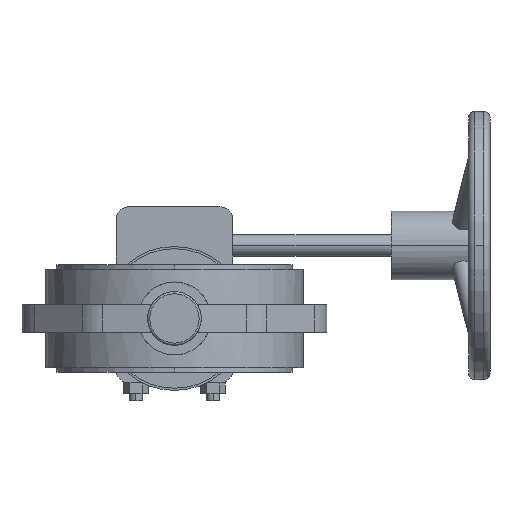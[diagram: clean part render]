
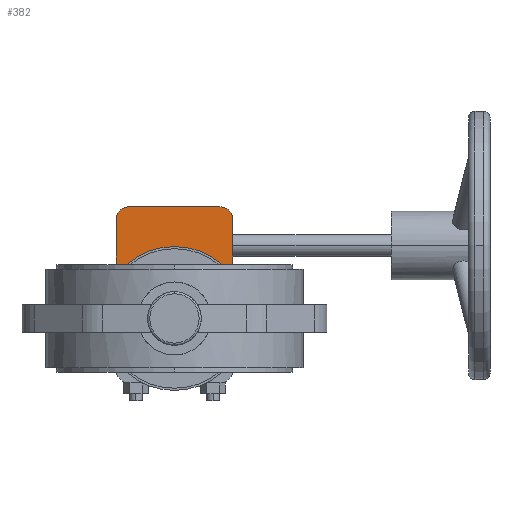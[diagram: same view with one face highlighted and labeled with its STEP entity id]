
A CAD part, front view. The second image highlights one B-rep face of the part: STEP entity #382.
In plain terms, the highlighted planar face has unit normal (0, -1, 0).
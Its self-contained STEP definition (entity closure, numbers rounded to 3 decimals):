
#382 = ADVANCED_FACE( '', ( #961 ), #962, .F. );
#961 = FACE_OUTER_BOUND( '', #1562, .T. );
#962 = PLANE( '', #1563 );
#1562 = EDGE_LOOP( '', ( #3773, #3774, #3775, #3776, #3777, #3778, #3779, #3780, #3781, #3782, #3783, #3784, #3785, #3786, #3787, #3788, #3789, #3790, #3791, #3792 ) );
#1563 = AXIS2_PLACEMENT_3D( '', #3793, #3794, #3795 );
#3773 = ORIENTED_EDGE( '', *, *, #4675, .T. );
#3774 = ORIENTED_EDGE( '', *, *, #4671, .T. );
#3775 = ORIENTED_EDGE( '', *, *, #4718, .T. );
#3776 = ORIENTED_EDGE( '', *, *, #4715, .T. );
#3777 = ORIENTED_EDGE( '', *, *, #4711, .T. );
#3778 = ORIENTED_EDGE( '', *, *, #4727, .F. );
#3779 = ORIENTED_EDGE( '', *, *, #4686, .T. );
#3780 = ORIENTED_EDGE( '', *, *, #4677, .T. );
#3781 = ORIENTED_EDGE( '', *, *, #4709, .T. );
#3782 = ORIENTED_EDGE( '', *, *, #4706, .T. );
#3783 = ORIENTED_EDGE( '', *, *, #4703, .T. );
#3784 = ORIENTED_EDGE( '', *, *, #4432, .F. );
#3785 = ORIENTED_EDGE( '', *, *, #4728, .F. );
#3786 = ORIENTED_EDGE( '', *, *, #4729, .F. );
#3787 = ORIENTED_EDGE( '', *, *, #4730, .F. );
#3788 = ORIENTED_EDGE( '', *, *, #4731, .F. );
#3789 = ORIENTED_EDGE( '', *, *, #4732, .F. );
#3790 = ORIENTED_EDGE( '', *, *, #4733, .F. );
#3791 = ORIENTED_EDGE( '', *, *, #4734, .F. );
#3792 = ORIENTED_EDGE( '', *, *, #4426, .F. );
#3793 = CARTESIAN_POINT( '', ( 0., 161., -25. ) );
#3794 = DIRECTION( '', ( 0., 1., 0. ) );
#3795 = DIRECTION( '', ( 0., 0., -1. ) );
#4426 = EDGE_CURVE( '', #5492, #5488, #5494, .T. );
#4432 = EDGE_CURVE( '', #5501, #5504, #5505, .T. );
#4671 = EDGE_CURVE( '', #5906, #5907, #5908, .T. );
#4675 = EDGE_CURVE( '', #5492, #5906, #5914, .T. );
#4677 = EDGE_CURVE( '', #5916, #5917, #5918, .T. );
#4686 = EDGE_CURVE( '', #5933, #5916, #5934, .T. );
#4703 = EDGE_CURVE( '', #5961, #5504, #5962, .T. );
#4706 = EDGE_CURVE( '', #5966, #5961, #5967, .T. );
#4709 = EDGE_CURVE( '', #5917, #5966, #5971, .T. );
#4711 = EDGE_CURVE( '', #5973, #5974, #5975, .T. );
#4715 = EDGE_CURVE( '', #5981, #5973, #5982, .T. );
#4718 = EDGE_CURVE( '', #5907, #5981, #5986, .T. );
#4727 = EDGE_CURVE( '', #5933, #5974, #5998, .T. );
#4728 = EDGE_CURVE( '', #5999, #5501, #6000, .T. );
#4729 = EDGE_CURVE( '', #6001, #5999, #6002, .T. );
#4730 = EDGE_CURVE( '', #6003, #6001, #6004, .T. );
#4731 = EDGE_CURVE( '', #6005, #6003, #6006, .T. );
#4732 = EDGE_CURVE( '', #6007, #6005, #6008, .T. );
#4733 = EDGE_CURVE( '', #6009, #6007, #6010, .T. );
#4734 = EDGE_CURVE( '', #5488, #6009, #6011, .T. );
#5488 = VERTEX_POINT( '', #7645 );
#5492 = VERTEX_POINT( '', #7650 );
#5494 = CIRCLE( '', #7661, 25.029 );
#5501 = VERTEX_POINT( '', #7688 );
#5504 = VERTEX_POINT( '', #7692 );
#5505 = CIRCLE( '', #7693, 25.029 );
#5906 = VERTEX_POINT( '', #9125 );
#5907 = VERTEX_POINT( '', #9126 );
#5908 = CIRCLE( '', #9127, 9. );
#5914 = LINE( '', #9135, #9136 );
#5916 = VERTEX_POINT( '', #9139 );
#5917 = VERTEX_POINT( '', #9140 );
#5918 = CIRCLE( '', #9141, 9. );
#5933 = VERTEX_POINT( '', #9163 );
#5934 = LINE( '', #9164, #9165 );
#5961 = VERTEX_POINT( '', #9222 );
#5962 = LINE( '', #9223, #9224 );
#5966 = VERTEX_POINT( '', #9230 );
#5967 = CIRCLE( '', #9231, 9. );
#5971 = CIRCLE( '', #9236, 2. );
#5973 = VERTEX_POINT( '', #9238 );
#5974 = VERTEX_POINT( '', #9239 );
#5975 = LINE( '', #9240, #9241 );
#5981 = VERTEX_POINT( '', #9258 );
#5982 = CIRCLE( '', #9259, 9. );
#5986 = CIRCLE( '', #9264, 2. );
#5998 = CIRCLE( '', #9317, 25.029 );
#5999 = VERTEX_POINT( '', #9318 );
#6000 = LINE( '', #9319, #9320 );
#6001 = VERTEX_POINT( '', #9321 );
#6002 = LINE( '', #9322, #9323 );
#6003 = VERTEX_POINT( '', #9324 );
#6004 = CIRCLE( '', #9325, 6. );
#6005 = VERTEX_POINT( '', #9326 );
#6006 = LINE( '', #9327, #9328 );
#6007 = VERTEX_POINT( '', #9329 );
#6008 = CIRCLE( '', #9330, 6. );
#6009 = VERTEX_POINT( '', #9331 );
#6010 = LINE( '', #9332, #9333 );
#6011 = LINE( '', #9334, #9335 );
#7645 = CARTESIAN_POINT( '', ( -25.029, 161., -25. ) );
#7650 = CARTESIAN_POINT( '', ( -21.588, 161., -12.334 ) );
#7661 = AXIS2_PLACEMENT_3D( '', #10200, #10201, #10202 );
#7688 = CARTESIAN_POINT( '', ( 25.029, 161., -25. ) );
#7692 = CARTESIAN_POINT( '', ( 21.588, 161., -12.334 ) );
#7693 = AXIS2_PLACEMENT_3D( '', #10206, #10207, #10208 );
#9125 = CARTESIAN_POINT( '', ( -22.37, 161., -11.217 ) );
#9126 = CARTESIAN_POINT( '', ( -23.371, 161., -2.756 ) );
#9127 = AXIS2_PLACEMENT_3D( '', #10621, #10622, #10623 );
#9135 = CARTESIAN_POINT( '', ( -15.452, 161., -21.097 ) );
#9136 = VECTOR( '', #10629, 1. );
#9139 = CARTESIAN_POINT( '', ( 13.783, 161., -2.63 ) );
#9140 = CARTESIAN_POINT( '', ( 22.244, 161., -1.629 ) );
#9141 = AXIS2_PLACEMENT_3D( '', #10631, #10632, #10633 );
#9163 = CARTESIAN_POINT( '', ( 12.666, 161., -3.412 ) );
#9164 = CARTESIAN_POINT( '', ( 3.903, 161., -9.548 ) );
#9165 = VECTOR( '', #10647, 1. );
#9222 = CARTESIAN_POINT( '', ( 22.37, 161., -11.217 ) );
#9223 = CARTESIAN_POINT( '', ( 14.286, 161., -22.762 ) );
#9224 = VECTOR( '', #10669, 1. );
#9230 = CARTESIAN_POINT( '', ( 23.371, 161., -2.756 ) );
#9231 = AXIS2_PLACEMENT_3D( '', #10672, #10673, #10674 );
#9236 = AXIS2_PLACEMENT_3D( '', #10679, #10680, #10681 );
#9238 = CARTESIAN_POINT( '', ( -13.783, 161., -2.63 ) );
#9239 = CARTESIAN_POINT( '', ( -12.666, 161., -3.412 ) );
#9240 = CARTESIAN_POINT( '', ( -2.238, 161., -10.714 ) );
#9241 = VECTOR( '', #10685, 1. );
#9258 = CARTESIAN_POINT( '', ( -22.244, 161., -1.629 ) );
#9259 = AXIS2_PLACEMENT_3D( '', #10688, #10689, #10690 );
#9264 = AXIS2_PLACEMENT_3D( '', #10695, #10696, #10697 );
#9317 = AXIS2_PLACEMENT_3D( '', #10709, #10710, #10711 );
#9318 = CARTESIAN_POINT( '', ( 27.2, 161., -25. ) );
#9319 = CARTESIAN_POINT( '', ( 27.2, 161., -25. ) );
#9320 = VECTOR( '', #10712, 1. );
#9321 = CARTESIAN_POINT( '', ( 27.2, 161., 21. ) );
#9322 = CARTESIAN_POINT( '', ( 27.2, 161., 21. ) );
#9323 = VECTOR( '', #10713, 1. );
#9324 = CARTESIAN_POINT( '', ( 21.2, 161., 27. ) );
#9325 = AXIS2_PLACEMENT_3D( '', #10714, #10715, #10716 );
#9326 = CARTESIAN_POINT( '', ( -21.2, 161., 27. ) );
#9327 = CARTESIAN_POINT( '', ( -21.2, 161., 27. ) );
#9328 = VECTOR( '', #10717, 1. );
#9329 = CARTESIAN_POINT( '', ( -27.2, 161., 21. ) );
#9330 = AXIS2_PLACEMENT_3D( '', #10718, #10719, #10720 );
#9331 = CARTESIAN_POINT( '', ( -27.2, 161., -25. ) );
#9332 = CARTESIAN_POINT( '', ( -27.2, 161., -25. ) );
#9333 = VECTOR( '', #10721, 1. );
#9334 = CARTESIAN_POINT( '', ( 27.2, 161., -25. ) );
#9335 = VECTOR( '', #10722, 1. );
#10200 = CARTESIAN_POINT( '', ( 0., 161., -25. ) );
#10201 = DIRECTION( '', ( 0., -1., 0. ) );
#10202 = DIRECTION( '', ( -1., 0., 0. ) );
#10206 = CARTESIAN_POINT( '', ( 0., 161., -25. ) );
#10207 = DIRECTION( '', ( 0., -1., 0. ) );
#10208 = DIRECTION( '', ( -1., 0., 0. ) );
#10621 = CARTESIAN_POINT( '', ( -14.998, 161., -6.055 ) );
#10622 = DIRECTION( '', ( 0., 1., 0. ) );
#10623 = DIRECTION( '', ( -0.819, 0., -0.574 ) );
#10629 = DIRECTION( '', ( -0.574, 0., 0.819 ) );
#10631 = CARTESIAN_POINT( '', ( 18.945, 161., -10.002 ) );
#10632 = DIRECTION( '', ( 0., 1., 0. ) );
#10633 = DIRECTION( '', ( -0.574, 0., 0.819 ) );
#10647 = DIRECTION( '', ( 0.819, 0., 0.574 ) );
#10669 = DIRECTION( '', ( -0.574, 0., -0.819 ) );
#10672 = CARTESIAN_POINT( '', ( 14.998, 161., -6.055 ) );
#10673 = DIRECTION( '', ( 0., 1., 0. ) );
#10674 = DIRECTION( '', ( 0.93, 0., 0.367 ) );
#10679 = CARTESIAN_POINT( '', ( 21.511, 161., -3.489 ) );
#10680 = DIRECTION( '', ( 0., 1., 0. ) );
#10681 = DIRECTION( '', ( 0.367, 0., 0.93 ) );
#10685 = DIRECTION( '', ( 0.819, 0., -0.574 ) );
#10688 = CARTESIAN_POINT( '', ( -18.945, 161., -10.002 ) );
#10689 = DIRECTION( '', ( 0., 1., 0. ) );
#10690 = DIRECTION( '', ( -0.367, 0., 0.93 ) );
#10695 = CARTESIAN_POINT( '', ( -21.511, 161., -3.489 ) );
#10696 = DIRECTION( '', ( 0., 1., 0. ) );
#10697 = DIRECTION( '', ( -0.93, 0., 0.367 ) );
#10709 = CARTESIAN_POINT( '', ( 0., 161., -25. ) );
#10710 = DIRECTION( '', ( 0., -1., 0. ) );
#10711 = DIRECTION( '', ( -1., 0., 0. ) );
#10712 = DIRECTION( '', ( -1., 0., 0. ) );
#10713 = DIRECTION( '', ( 0., 0., -1. ) );
#10714 = CARTESIAN_POINT( '', ( 21.2, 161., 21. ) );
#10715 = DIRECTION( '', ( 0., 1., 0. ) );
#10716 = DIRECTION( '', ( 0., 0., 1. ) );
#10717 = DIRECTION( '', ( 1., 0., 0. ) );
#10718 = CARTESIAN_POINT( '', ( -21.2, 161., 21. ) );
#10719 = DIRECTION( '', ( 0., 1., 0. ) );
#10720 = DIRECTION( '', ( -1., 0., 0. ) );
#10721 = DIRECTION( '', ( 0., 0., 1. ) );
#10722 = DIRECTION( '', ( -1., 0., 0. ) );
